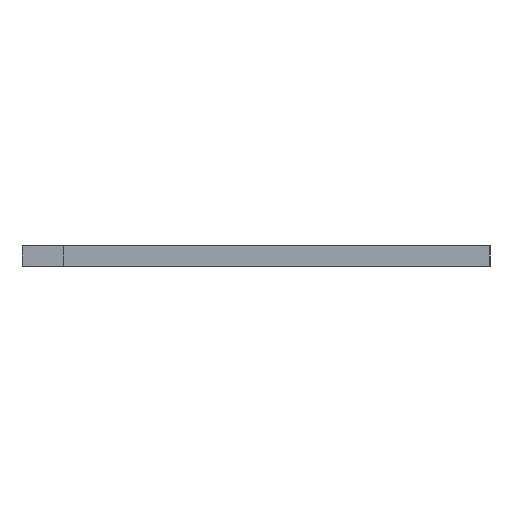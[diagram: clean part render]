
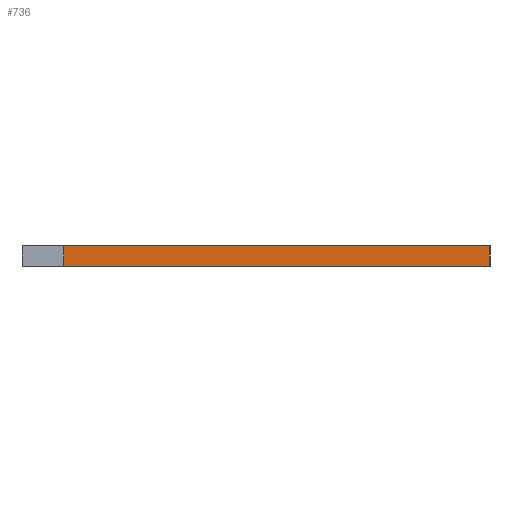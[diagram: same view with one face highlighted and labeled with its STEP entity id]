
A CAD part, left-side view. The second image highlights one B-rep face of the part: STEP entity #736.
In plain terms, the highlighted planar face has unit normal (-1, 0, 0).
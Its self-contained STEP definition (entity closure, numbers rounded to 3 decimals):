
#61 = ORIENTED_EDGE ( 'NONE', *, *, #458, .F. ) ;
#141 = ORIENTED_EDGE ( 'NONE', *, *, #415, .T. ) ;
#168 = EDGE_LOOP ( 'NONE', ( #61, #141, #201, #575 ) ) ;
#201 = ORIENTED_EDGE ( 'NONE', *, *, #455, .T. ) ;
#415 = EDGE_CURVE ( 'NONE', #979, #985, #946, .T. ) ;
#442 = EDGE_CURVE ( 'NONE', #984, #966, #900, .T. ) ;
#455 = EDGE_CURVE ( 'NONE', #985, #966, #1646, .T. ) ;
#458 = EDGE_CURVE ( 'NONE', #979, #984, #1652, .T. ) ;
#575 = ORIENTED_EDGE ( 'NONE', *, *, #442, .F. ) ;
#736 = ADVANCED_FACE ( 'NONE', ( #1771 ), #1472, .T. ) ;
#786 = AXIS2_PLACEMENT_3D ( 'NONE', #1475, #1481, #1482 ) ;
#900 = LINE ( 'NONE', #1285, #1620 ) ;
#942 = VECTOR ( 'NONE', #1224, 1000. ) ;
#946 = LINE ( 'NONE', #1214, #942 ) ;
#966 = VERTEX_POINT ( 'NONE', #1973 ) ;
#979 = VERTEX_POINT ( 'NONE', #1984 ) ;
#984 = VERTEX_POINT ( 'NONE', #1989 ) ;
#985 = VERTEX_POINT ( 'NONE', #1990 ) ;
#1214 = CARTESIAN_POINT ( 'NONE',  ( -101.4, 49., -4. ) ) ;
#1224 = DIRECTION ( 'NONE',  ( 0., -1., 0. ) ) ;
#1285 = CARTESIAN_POINT ( 'NONE',  ( -101.4, 49., 0. ) ) ;
#1291 = DIRECTION ( 'NONE',  ( 0., -1., 0. ) ) ;
#1318 = CARTESIAN_POINT ( 'NONE',  ( -101.4, -41., -4. ) ) ;
#1319 = DIRECTION ( 'NONE',  ( 0., 0., 1. ) ) ;
#1324 = CARTESIAN_POINT ( 'NONE',  ( -101.4, 41., -4. ) ) ;
#1325 = DIRECTION ( 'NONE',  ( 0., 0., 1. ) ) ;
#1472 = PLANE ( 'NONE',  #786 ) ;
#1475 = CARTESIAN_POINT ( 'NONE',  ( -101.4, 49., -4. ) ) ;
#1481 = DIRECTION ( 'NONE',  ( -1., 0., 0. ) ) ;
#1482 = DIRECTION ( 'NONE',  ( 0., -1., 0. ) ) ;
#1620 = VECTOR ( 'NONE', #1291, 1000. ) ;
#1646 = LINE ( 'NONE', #1318, #1647 ) ;
#1647 = VECTOR ( 'NONE', #1319, 1000. ) ;
#1652 = LINE ( 'NONE', #1324, #1653 ) ;
#1653 = VECTOR ( 'NONE', #1325, 1000. ) ;
#1771 = FACE_OUTER_BOUND ( 'NONE', #168, .T. ) ;
#1973 = CARTESIAN_POINT ( 'NONE',  ( -101.4, -41., 0. ) ) ;
#1984 = CARTESIAN_POINT ( 'NONE',  ( -101.4, 41., -4. ) ) ;
#1989 = CARTESIAN_POINT ( 'NONE',  ( -101.4, 41., 0. ) ) ;
#1990 = CARTESIAN_POINT ( 'NONE',  ( -101.4, -41., -4. ) ) ;
